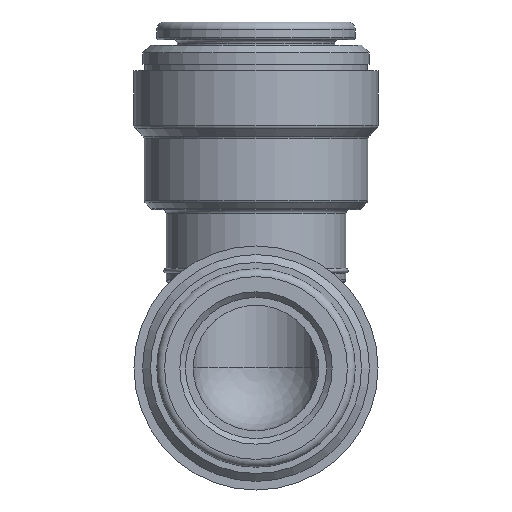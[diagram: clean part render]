
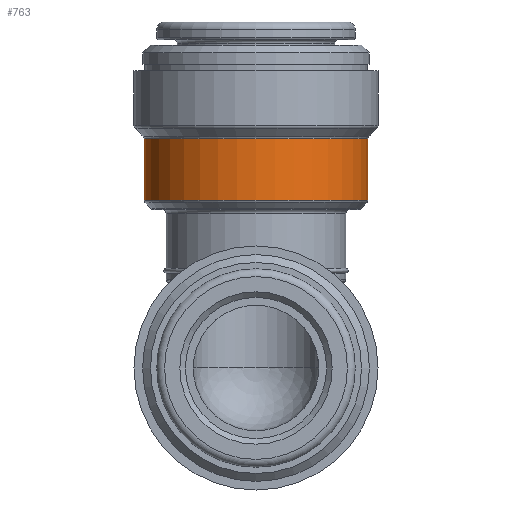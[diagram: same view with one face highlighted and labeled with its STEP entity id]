
A CAD part, front view. The second image highlights one B-rep face of the part: STEP entity #763.
In plain terms, the highlighted cylindrical face has radius 14.25 mm (diameter 28.5 mm), a full revolution.
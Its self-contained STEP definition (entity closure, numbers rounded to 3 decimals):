
#84=CYLINDRICAL_SURFACE('',#877,14.25);
#152=ORIENTED_EDGE('',*,*,#293,.F.);
#153=ORIENTED_EDGE('',*,*,#292,.T.);
#292=EDGE_CURVE('',#369,#369,#434,.T.);
#293=EDGE_CURVE('',#370,#370,#435,.T.);
#369=VERTEX_POINT('',#1363);
#370=VERTEX_POINT('',#1366);
#434=CIRCLE('',#876,14.25);
#435=CIRCLE('',#878,14.25);
#520=EDGE_LOOP('',(#152));
#521=EDGE_LOOP('',(#153));
#650=FACE_BOUND('',#520,.T.);
#651=FACE_BOUND('',#521,.T.);
#763=ADVANCED_FACE('',(#650,#651),#84,.T.);
#876=AXIS2_PLACEMENT_3D('',#1362,#1075,#1076);
#877=AXIS2_PLACEMENT_3D('',#1364,#1077,#1078);
#878=AXIS2_PLACEMENT_3D('',#1365,#1079,#1080);
#1075=DIRECTION('',(0.,0.,-1.));
#1076=DIRECTION('',(-1.,0.,0.));
#1077=DIRECTION('',(0.,0.,-1.));
#1078=DIRECTION('',(-1.,0.,0.));
#1079=DIRECTION('',(0.,0.,-1.));
#1080=DIRECTION('',(-1.,0.,0.));
#1362=CARTESIAN_POINT('',(0.,0.,29.193));
#1363=CARTESIAN_POINT('',(-14.25,0.,29.193));
#1364=CARTESIAN_POINT('',(0.,0.,-10.75));
#1365=CARTESIAN_POINT('',(0.,0.,21.407));
#1366=CARTESIAN_POINT('',(-14.25,0.,21.407));
